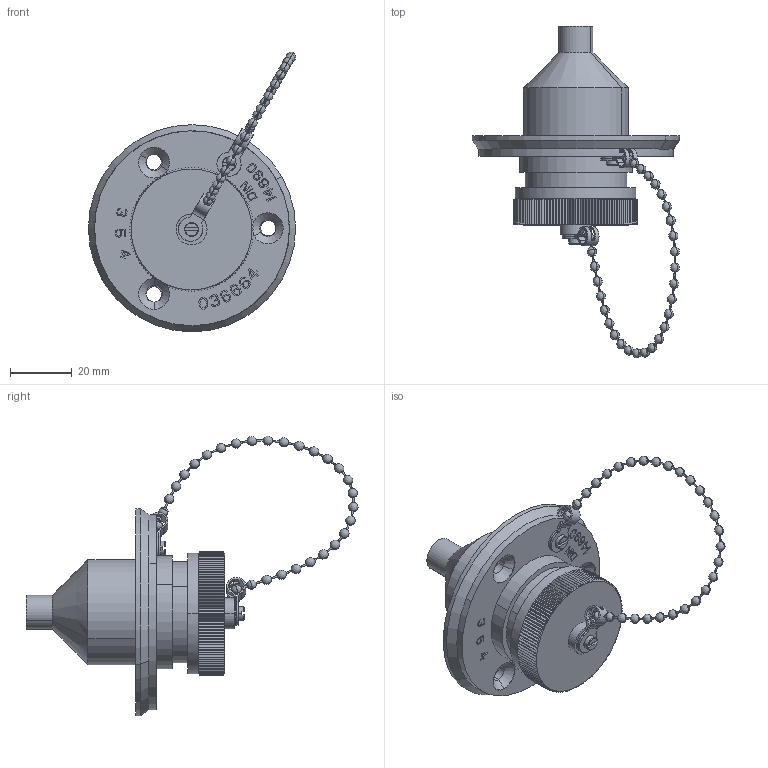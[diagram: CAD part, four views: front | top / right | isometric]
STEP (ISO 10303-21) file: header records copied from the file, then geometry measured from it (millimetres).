
FILE_DESCRIPTION((''),'2;1');
FILE_NAME('151132_ASM_28_SW0001','2014-10-16T',('tesi'),(''),'PRO/ENGINEER BY PARAMETRIC TECHNOLOGY CORPORATION, 2012480','PRO/ENGINEER BY PARAMETRIC TECHNOLOGY CORPORATION, 2012480','');
FILE_SCHEMA(('CONFIG_CONTROL_DESIGN'));
Length unit declared in the file: millimetre
Products named in the file (1): 151132_ASM_28_SW0001
Bounding box: 67.01 x 107.36 x 90.45 mm (x, y, z)
Volume: 26604.2 mm3; surface area: 28050.1 mm2
Topology: 1 solids, 1 shells, 1480 faces, 3898 edges, 2462 vertices
Faces by surface type: plane 976, cone 270, bspline 138, cylinder 78, extrusion 11, torus 7
Entity records: 59217 total; most frequent: CARTESIAN_POINT 24417, ORIENTED_EDGE 7796, DIRECTION 6281, EDGE_CURVE 3898, VECTOR 2495, LINE 2484, VERTEX_POINT 2462, AXIS2_PLACEMENT_3D 1893
